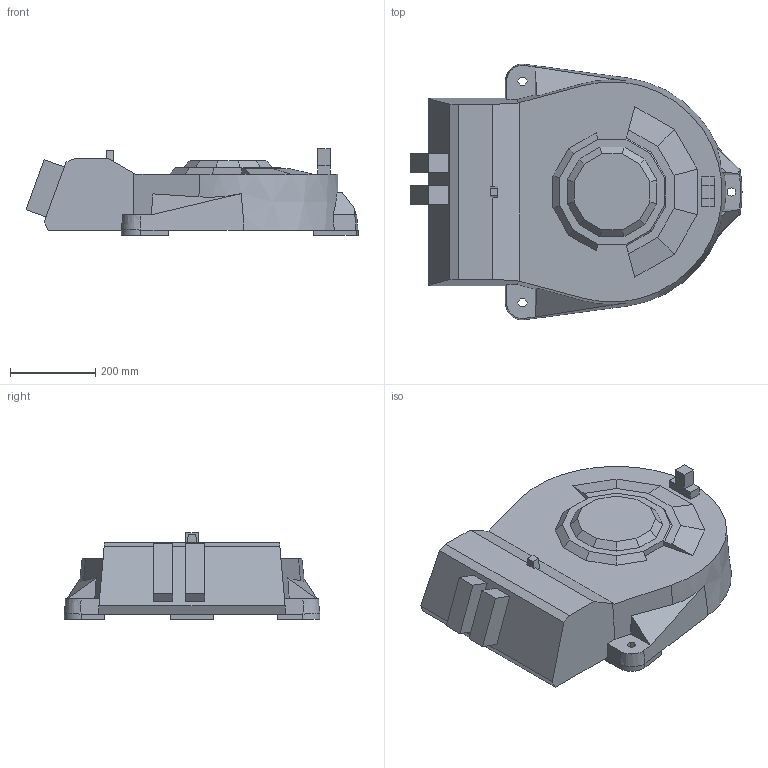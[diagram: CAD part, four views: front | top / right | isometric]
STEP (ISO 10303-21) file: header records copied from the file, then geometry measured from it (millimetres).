
FILE_DESCRIPTION (( 'STEP AP203' ), '1' );
FILE_NAME ('Base2_Default_sldprt.STEP', '2017-12-17T09:50:48', ( 'Shaotu Jia' ), ( '' ), 'SwSTEP 2.0', 'SolidWorks 2014', '' );
FILE_SCHEMA (( 'CONFIG_CONTROL_DESIGN' ));
Length unit declared in the file: millimetre
Products named in the file (1): Base2_Default_sldprt
Bounding box: 778.85 x 600 x 203 mm (x, y, z)
Volume: 45082851.8 mm3; surface area: 1029465.2 mm2
Topology: 1 solids, 1 shells, 134 faces, 365 edges, 238 vertices
Faces by surface type: plane 124, cone 4, bspline 4, cylinder 2
Entity records: 4475 total; most frequent: CARTESIAN_POINT 1082, ORIENTED_EDGE 730, DIRECTION 608, EDGE_CURVE 365, LINE 316, VECTOR 316, VERTEX_POINT 238, AXIS2_PLACEMENT_3D 146
